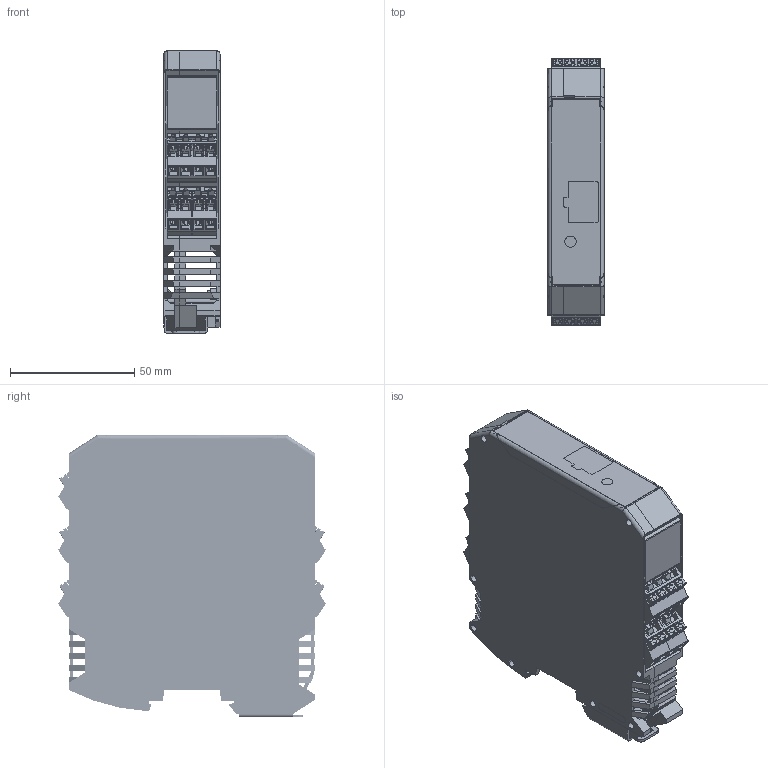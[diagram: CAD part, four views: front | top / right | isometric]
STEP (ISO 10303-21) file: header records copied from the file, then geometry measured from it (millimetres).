
FILE_DESCRIPTION(/* description */ ('Alibre Inc.'),/* implementation_level */ '2;1');
FILE_NAME(/* name */ 'export-FB694CDE-B84F-4623-A1AB-884F0E602714',/* time_stamp */ '2020-09-02T09:32:24+02:00',/* author */ (''),/* organization */ (''),/* preprocessor_version */ 'ST-DEVELOPER v17',/* originating_system */ 'Alibre',/* authorisation */ '');
FILE_SCHEMA (('AUTOMOTIVE_DESIGN'));
Length unit declared in the file: millimetre
Products named in the file (18): ID_1
Bounding box: 22.6 x 107.75 x 113.7 mm (x, y, z)
Volume: 78914.7 mm3; surface area: 106045.9 mm2
Topology: 35 solids, 35 shells, 9502 faces, 25990 edges, 16856 vertices
Faces by surface type: plane 7477, cylinder 1767, cone 90, torus 88, sphere 80
Full cylindrical faces by diameter (mm): 2.08 x12, 2.1 x24, 4 x3, 4.5 x1
Entity records: 144224 total; most frequent: CARTESIAN_POINT 27061, ORIENTED_EDGE 25696, DIRECTION 19835, EDGE_CURVE 12845, VECTOR 10835, LINE 10835, VERTEX_POINT 8414, AXIS2_PLACEMENT_3D 6348
